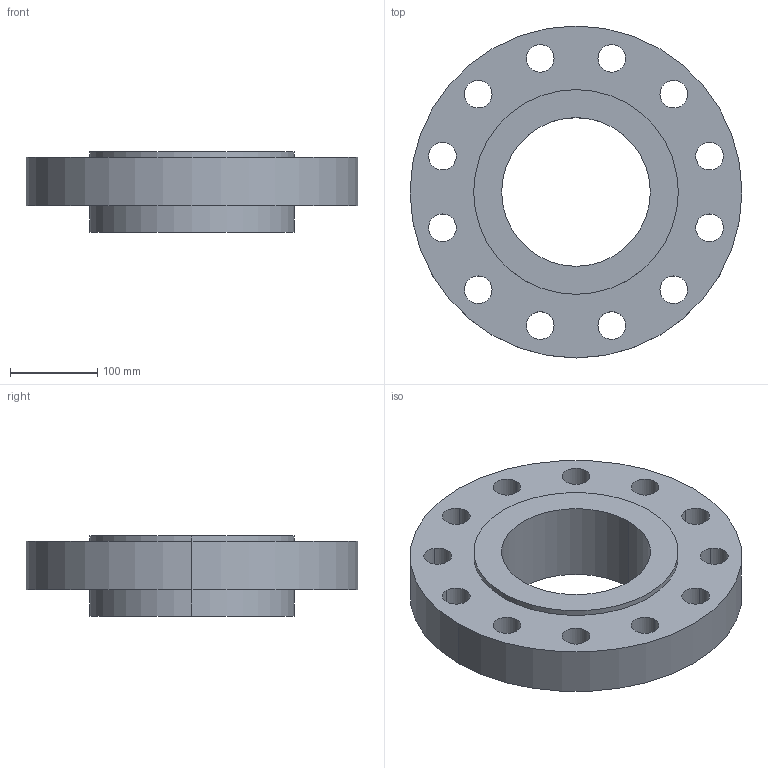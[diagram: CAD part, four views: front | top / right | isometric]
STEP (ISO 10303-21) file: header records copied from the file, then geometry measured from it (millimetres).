
FILE_DESCRIPTION (( 'STEP AP203' ), '1' );
FILE_NAME ('Slip On Flange 900-NPS6.STEP', '2025-05-07T01:22:55', '' );
FILE_SCHEMA (( 'CONFIG_CONTROL_DESIGN' ));
Length unit declared in the file: inch
Products named in the file (1): Slip On Flange 900-NPS6
Bounding box: 381 x 381 x 92.2 mm (x, y, z)
Volume: 5289368.2 mm3; surface area: 372854.4 mm2
Topology: 1 solids, 1 shells, 36 faces, 96 edges, 64 vertices
Faces by surface type: cylinder 32, plane 4
Entity records: 1295 total; most frequent: DIRECTION 234, CARTESIAN_POINT 197, ORIENTED_EDGE 192, AXIS2_PLACEMENT_3D 101, EDGE_CURVE 96, CIRCLE 64, EDGE_LOOP 64, VERTEX_POINT 64
